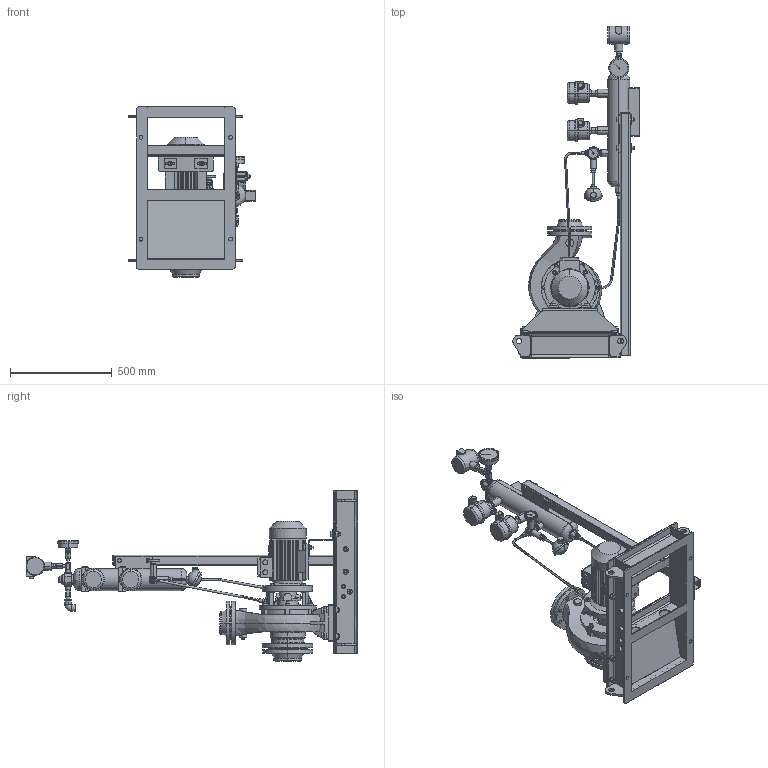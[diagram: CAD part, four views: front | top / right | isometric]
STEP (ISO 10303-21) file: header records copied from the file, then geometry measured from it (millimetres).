
FILE_DESCRIPTION (( 'STEP AP203' ), '1' );
FILE_NAME ('221-319-55Ò-ÐÑ2-45-02.step', '2023-07-26T17:45:27', ( 'adb' ), ( '' ), 'SwSTEP 2.0', 'SolidWorks 2016', '' );
FILE_SCHEMA (( 'CONFIG_CONTROL_DESIGN' ));
Products named in the file (1): 221-319-55Ò-ÐÑ2-45-02
Bounding box: 620.8 x 1630.5 x 837 mm (x, y, z)
Volume: 34373953.3 mm3; surface area: 5138294.7 mm2
Topology: 32 solids, 47 shells, 3206 faces, 8127 edges, 5233 vertices
Faces by surface type: plane 1630, cylinder 1188, cone 278, torus 63, bspline 37, sphere 10
Entity records: 111363 total; most frequent: CARTESIAN_POINT 33012, DIRECTION 16549, ORIENTED_EDGE 16222, EDGE_CURVE 8111, AXIS2_PLACEMENT_3D 6253, VERTEX_POINT 5227, VECTOR 4043, LINE 4043
